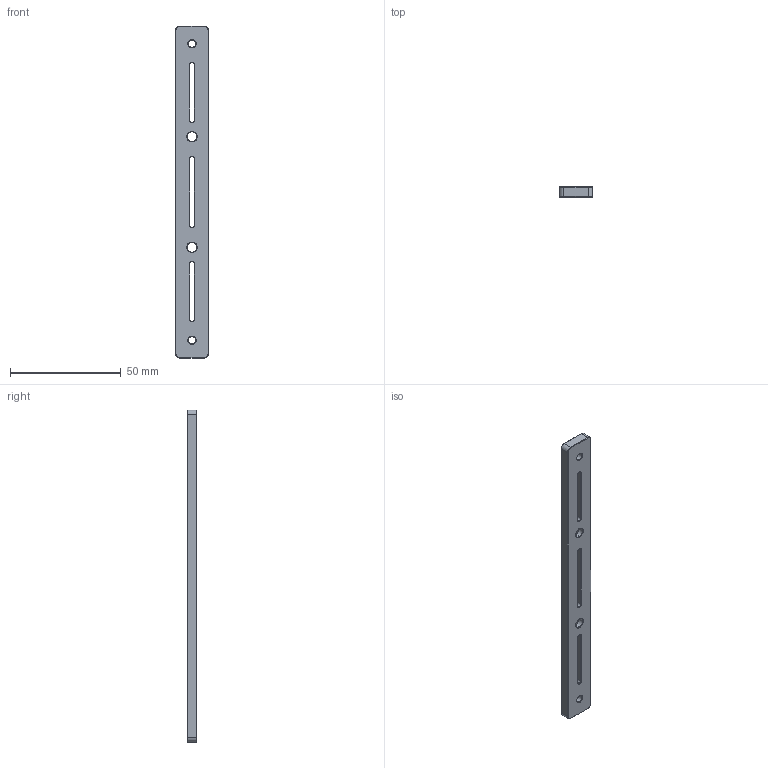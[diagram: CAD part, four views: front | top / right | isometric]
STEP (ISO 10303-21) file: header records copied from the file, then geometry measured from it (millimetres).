
FILE_DESCRIPTION (( 'STEP AP203' ), '1' );
FILE_NAME ('电源固定支架_小政K6.STEP', '2023-09-07T13:34:51', ( 'Leo' ), ( '' ), 'SwSTEP 2.0', 'SolidWorks 2018', '' );
FILE_SCHEMA (( 'CONFIG_CONTROL_DESIGN' ));
Length unit declared in the file: millimetre
Products named in the file (1): 电源固定支架_小政K6
Bounding box: 15 x 4.5 x 150 mm (x, y, z)
Volume: 8845.5 mm3; surface area: 6508.6 mm2
Topology: 1 solids, 1 shells, 107 faces, 244 edges, 143 vertices
Faces by surface type: cone 42, plane 36, cylinder 29
Entity records: 3074 total; most frequent: DIRECTION 563, CARTESIAN_POINT 495, ORIENTED_EDGE 488, EDGE_CURVE 244, AXIS2_PLACEMENT_3D 211, VERTEX_POINT 143, VECTOR 141, LINE 141
